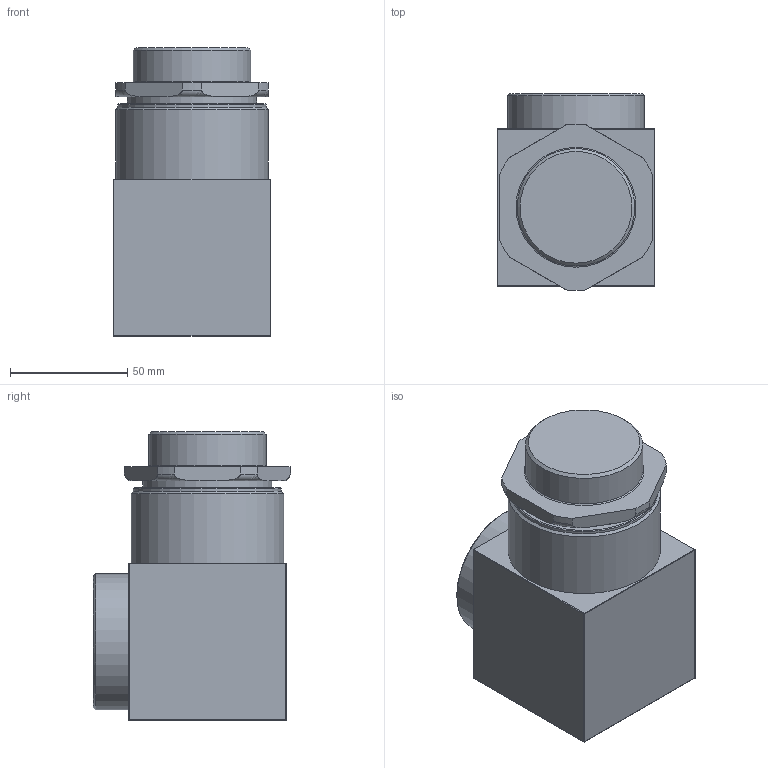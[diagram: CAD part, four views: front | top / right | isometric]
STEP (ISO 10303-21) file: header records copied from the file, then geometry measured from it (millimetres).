
FILE_DESCRIPTION(/* description */ (''),/* implementation_level */ '2;1');
FILE_NAME(/* name */ '493_M50_M50.stp',/* time_stamp */ '2023-08-01T16:48:11+05:00',/* author */ ('pradhakrishnan'),/* organization */ (''),/* preprocessor_version */ 'ST-DEVELOPER v18',/* originating_system */ 'Autodesk Inventor 2020',/* authorisation */ '');
FILE_SCHEMA (('AUTOMOTIVE_DESIGN { 1 0 10303 214 3 1 1 }'));
Length unit declared in the file: millimetre
Products named in the file (1): Part2
Bounding box: 67 x 83.87 x 123 mm (x, y, z)
Volume: 614307.5 mm3; surface area: 58672.3 mm2
Topology: 4 solids, 4 shells, 80 faces, 184 edges, 119 vertices
Faces by surface type: cylinder 28, plane 25, torus 16, sphere 8, cone 3
Full cylindrical faces by diameter (mm): 47.8 x1, 47.9 x1, 50 x1, 52.5 x1, 54.95 x3, 58 x1, 63 x1, 65 x1
Entity records: 2619 total; most frequent: CARTESIAN_POINT 564, DIRECTION 451, ORIENTED_EDGE 368, AXIS2_PLACEMENT_3D 198, EDGE_CURVE 184, VERTEX_POINT 119, CIRCLE 117, EDGE_LOOP 89
